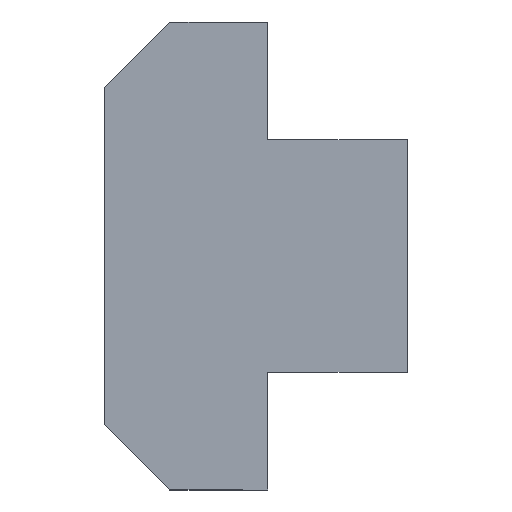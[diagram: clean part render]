
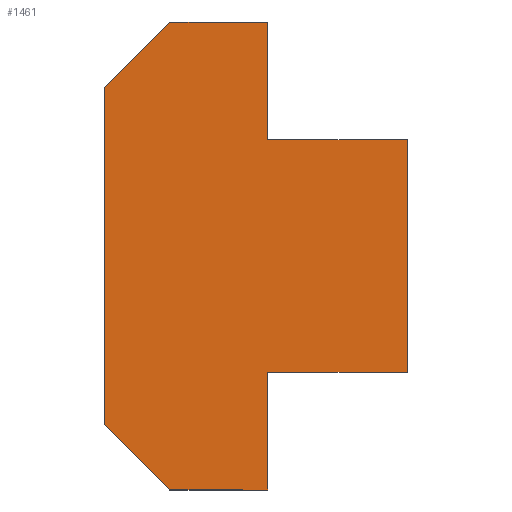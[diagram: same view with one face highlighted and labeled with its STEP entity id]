
A CAD part, front view. The second image highlights one B-rep face of the part: STEP entity #1461.
In plain terms, the highlighted planar face has unit normal (0, -1, 0).
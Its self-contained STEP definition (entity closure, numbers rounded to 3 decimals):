
#47 = DIRECTION ( 'NONE',  ( 0.707, 0., 0.707 ) ) ;
#62 = CARTESIAN_POINT ( 'NONE',  ( -7.073, -90., 10.05 ) ) ;
#78 = ORIENTED_EDGE ( 'NONE', *, *, #2175, .F. ) ;
#91 = ORIENTED_EDGE ( 'NONE', *, *, #2126, .F. ) ;
#146 = VERTEX_POINT ( 'NONE', #957 ) ;
#199 = CARTESIAN_POINT ( 'NONE',  ( -6., -90., 10.05 ) ) ;
#228 = VECTOR ( 'NONE', #628, 1000. ) ;
#257 = CARTESIAN_POINT ( 'NONE',  ( -6., -90., -10.05 ) ) ;
#286 = EDGE_CURVE ( 'NONE', #2488, #1520, #2040, .T. ) ;
#348 = VECTOR ( 'NONE', #2506, 1000. ) ;
#354 = LINE ( 'NONE', #1477, #2381 ) ;
#406 = VECTOR ( 'NONE', #1723, 1000. ) ;
#445 = VECTOR ( 'NONE', #2548, 1000. ) ;
#472 = CARTESIAN_POINT ( 'NONE',  ( -10.2, -90., -10.05 ) ) ;
#473 = LINE ( 'NONE', #2271, #348 ) ;
#628 = DIRECTION ( 'NONE',  ( 1., 0., 0. ) ) ;
#635 = AXIS2_PLACEMENT_3D ( 'NONE', #1699, #2248, #1315 ) ;
#647 = CARTESIAN_POINT ( 'NONE',  ( -7.073, -90., -5. ) ) ;
#682 = PLANE ( 'NONE',  #635 ) ;
#688 = LINE ( 'NONE', #967, #880 ) ;
#706 = VERTEX_POINT ( 'NONE', #1154 ) ;
#722 = CARTESIAN_POINT ( 'NONE',  ( 0., -90., -5. ) ) ;
#840 = ORIENTED_EDGE ( 'NONE', *, *, #2473, .F. ) ;
#858 = ORIENTED_EDGE ( 'NONE', *, *, #1739, .F. ) ;
#880 = VECTOR ( 'NONE', #1350, 1000. ) ;
#883 = LINE ( 'NONE', #1751, #445 ) ;
#898 = CARTESIAN_POINT ( 'NONE',  ( 0., -90., 5. ) ) ;
#902 = EDGE_CURVE ( 'NONE', #1633, #2488, #354, .T. ) ;
#911 = DIRECTION ( 'NONE',  ( 0., 0., -1. ) ) ;
#957 = CARTESIAN_POINT ( 'NONE',  ( -10.2, -90., 10.05 ) ) ;
#958 = ORIENTED_EDGE ( 'NONE', *, *, #1582, .F. ) ;
#967 = CARTESIAN_POINT ( 'NONE',  ( 0., -90., 0. ) ) ;
#987 = ORIENTED_EDGE ( 'NONE', *, *, #1785, .F. ) ;
#1019 = CARTESIAN_POINT ( 'NONE',  ( -6., -90., 5. ) ) ;
#1067 = VECTOR ( 'NONE', #47, 1000. ) ;
#1085 = VERTEX_POINT ( 'NONE', #1367 ) ;
#1087 = CARTESIAN_POINT ( 'NONE',  ( -13., -90., 7.25 ) ) ;
#1135 = EDGE_CURVE ( 'NONE', #1771, #706, #883, .T. ) ;
#1147 = ORIENTED_EDGE ( 'NONE', *, *, #286, .F. ) ;
#1148 = ORIENTED_EDGE ( 'NONE', *, *, #1380, .F. ) ;
#1154 = CARTESIAN_POINT ( 'NONE',  ( -10.2, -90., -10.05 ) ) ;
#1159 = CARTESIAN_POINT ( 'NONE',  ( -6., -90., -5. ) ) ;
#1160 = LINE ( 'NONE', #62, #228 ) ;
#1180 = VERTEX_POINT ( 'NONE', #1159 ) ;
#1252 = CARTESIAN_POINT ( 'NONE',  ( -7.073, -90., 5. ) ) ;
#1256 = FACE_OUTER_BOUND ( 'NONE', #2367, .T. ) ;
#1315 = DIRECTION ( 'NONE',  ( 0., 0., 1. ) ) ;
#1350 = DIRECTION ( 'NONE',  ( 0., 0., -1. ) ) ;
#1367 = CARTESIAN_POINT ( 'NONE',  ( -13., -90., -7.25 ) ) ;
#1380 = EDGE_CURVE ( 'NONE', #1085, #1956, #2410, .T. ) ;
#1458 = CARTESIAN_POINT ( 'NONE',  ( -13., -90., 7.25 ) ) ;
#1461 = ADVANCED_FACE ( 'NONE', ( #1256 ), #682, .F. ) ;
#1477 = CARTESIAN_POINT ( 'NONE',  ( -6., -90., 0. ) ) ;
#1500 = VECTOR ( 'NONE', #1604, 1000. ) ;
#1520 = VERTEX_POINT ( 'NONE', #898 ) ;
#1582 = EDGE_CURVE ( 'NONE', #1520, #2131, #688, .T. ) ;
#1604 = DIRECTION ( 'NONE',  ( -1., 0., 0. ) ) ;
#1633 = VERTEX_POINT ( 'NONE', #199 ) ;
#1684 = VECTOR ( 'NONE', #1999, 1000. ) ;
#1699 = CARTESIAN_POINT ( 'NONE',  ( -7.073, -90., 0. ) ) ;
#1723 = DIRECTION ( 'NONE',  ( -0.707, 0., 0.707 ) ) ;
#1739 = EDGE_CURVE ( 'NONE', #146, #1633, #1160, .T. ) ;
#1751 = CARTESIAN_POINT ( 'NONE',  ( -7.073, -90., -10.05 ) ) ;
#1771 = VERTEX_POINT ( 'NONE', #257 ) ;
#1785 = EDGE_CURVE ( 'NONE', #2131, #1180, #2374, .T. ) ;
#1835 = ORIENTED_EDGE ( 'NONE', *, *, #902, .F. ) ;
#1927 = ORIENTED_EDGE ( 'NONE', *, *, #1135, .F. ) ;
#1956 = VERTEX_POINT ( 'NONE', #1087 ) ;
#1999 = DIRECTION ( 'NONE',  ( 1., 0., 0. ) ) ;
#2040 = LINE ( 'NONE', #1252, #1684 ) ;
#2126 = EDGE_CURVE ( 'NONE', #1180, #1771, #473, .T. ) ;
#2131 = VERTEX_POINT ( 'NONE', #722 ) ;
#2175 = EDGE_CURVE ( 'NONE', #706, #1085, #2507, .T. ) ;
#2248 = DIRECTION ( 'NONE',  ( 0., 1., 0. ) ) ;
#2269 = LINE ( 'NONE', #2375, #1067 ) ;
#2271 = CARTESIAN_POINT ( 'NONE',  ( -6., -90., 0. ) ) ;
#2342 = VECTOR ( 'NONE', #2416, 1000. ) ;
#2367 = EDGE_LOOP ( 'NONE', ( #1147, #1835, #858, #840, #1148, #78, #1927, #91, #987, #958 ) ) ;
#2374 = LINE ( 'NONE', #647, #1500 ) ;
#2375 = CARTESIAN_POINT ( 'NONE',  ( -10.2, -90., 10.05 ) ) ;
#2381 = VECTOR ( 'NONE', #911, 1000. ) ;
#2410 = LINE ( 'NONE', #1458, #2342 ) ;
#2416 = DIRECTION ( 'NONE',  ( 0., 0., 1. ) ) ;
#2473 = EDGE_CURVE ( 'NONE', #1956, #146, #2269, .T. ) ;
#2488 = VERTEX_POINT ( 'NONE', #1019 ) ;
#2506 = DIRECTION ( 'NONE',  ( 0., 0., -1. ) ) ;
#2507 = LINE ( 'NONE', #472, #406 ) ;
#2548 = DIRECTION ( 'NONE',  ( -1., 0., 0. ) ) ;
